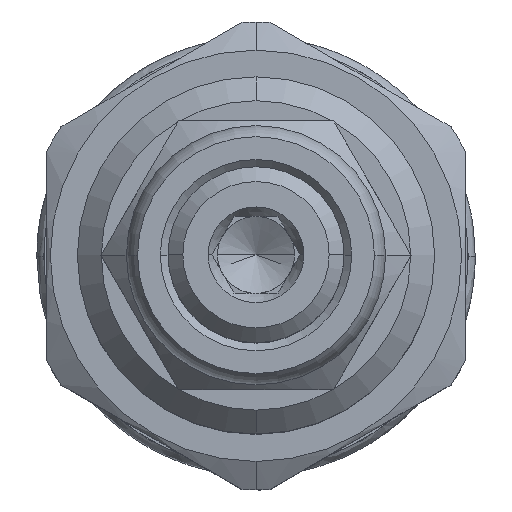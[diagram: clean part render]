
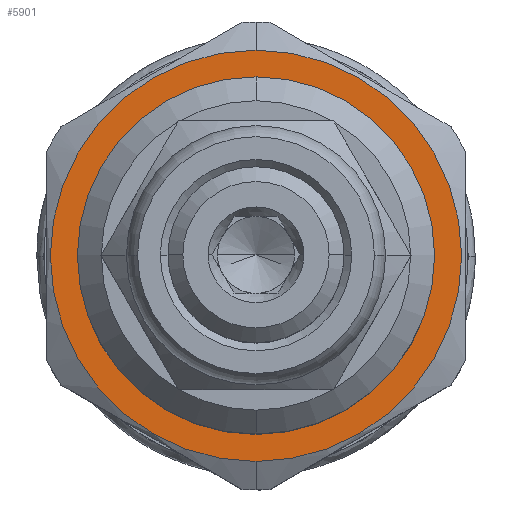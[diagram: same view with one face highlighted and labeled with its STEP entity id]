
A CAD part, top view. The second image highlights one B-rep face of the part: STEP entity #5901.
In plain terms, the highlighted planar face has unit normal (0, 0, 1).
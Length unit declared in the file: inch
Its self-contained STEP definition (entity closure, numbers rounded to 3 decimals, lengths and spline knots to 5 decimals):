
#1523=CARTESIAN_POINT('',(0.,0.,3.156));
#1524=DIRECTION('',(0.,0.,1.));
#1525=DIRECTION('',(0.,-1.,0.));
#1526=AXIS2_PLACEMENT_3D('',#1523,#1524,#1525);
#1635=CARTESIAN_POINT('',(0.,0.,3.156));
#1636=DIRECTION('',(0.,0.,-1.));
#1637=DIRECTION('',(0.,-1.,0.));
#1638=AXIS2_PLACEMENT_3D('',#1635,#1636,#1637);
#1939=CARTESIAN_POINT('',(0.,0.,3.156));
#1940=DIRECTION('',(0.,0.,1.));
#1941=DIRECTION('',(0.,-1.,0.));
#1942=AXIS2_PLACEMENT_3D('',#1939,#1940,#1941);
#1944=CARTESIAN_POINT('',(0.,0.,3.156));
#1945=DIRECTION('',(0.,0.,-1.));
#1946=DIRECTION('',(0.,-1.,0.));
#1947=AXIS2_PLACEMENT_3D('',#1944,#1945,#1946);
#3250=CARTESIAN_POINT('',(0.,-0.43,3.156));
#3252=VERTEX_POINT('',#3250);
#3254=CARTESIAN_POINT('',(0.,0.43,3.156));
#3256=VERTEX_POINT('',#3254);
#3258=CARTESIAN_POINT('',(0.,-0.3735,3.156));
#3259=CARTESIAN_POINT('',(0.,0.3735,3.156));
#3260=VERTEX_POINT('',#3258);
#3261=VERTEX_POINT('',#3259);
#5886=CARTESIAN_POINT('',(0.,0.,3.156));
#5887=DIRECTION('',(0.,0.,1.));
#5888=DIRECTION('',(0.,-1.,0.));
#5889=AXIS2_PLACEMENT_3D('',#5886,#5887,#5888);
#5890=PLANE('',#5889);
#5891=ORIENTED_EDGE('',*,*,#5634,.T.);
#5892=ORIENTED_EDGE('',*,*,#5519,.F.);
#5893=EDGE_LOOP('',(#5891,#5892));
#5894=FACE_OUTER_BOUND('',#5893,.F.);
#5896=ORIENTED_EDGE('',*,*,#5895,.T.);
#5898=ORIENTED_EDGE('',*,*,#5897,.F.);
#5899=EDGE_LOOP('',(#5896,#5898));
#5900=FACE_BOUND('',#5899,.F.);
#5901=ADVANCED_FACE('',(#5894,#5900),#5890,.T.);
#1527=CIRCLE('',#1526,0.43);
#1639=CIRCLE('',#1638,0.43);
#1943=CIRCLE('',#1942,0.3735);
#1948=CIRCLE('',#1947,0.3735);
#5519=EDGE_CURVE('',#3252,#3256,#1527,.T.);
#5634=EDGE_CURVE('',#3252,#3256,#1639,.T.);
#5895=EDGE_CURVE('',#3260,#3261,#1943,.T.);
#5897=EDGE_CURVE('',#3260,#3261,#1948,.T.);
